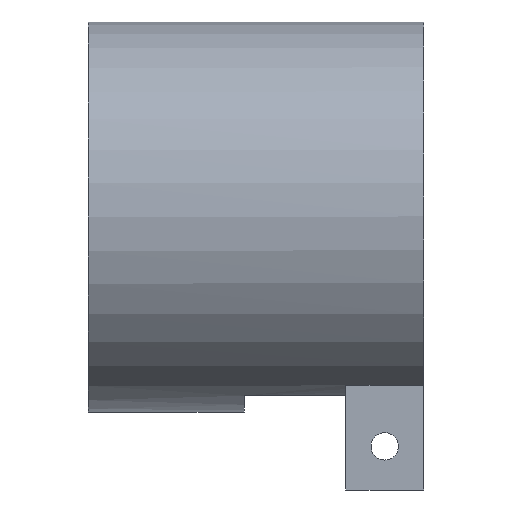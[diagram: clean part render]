
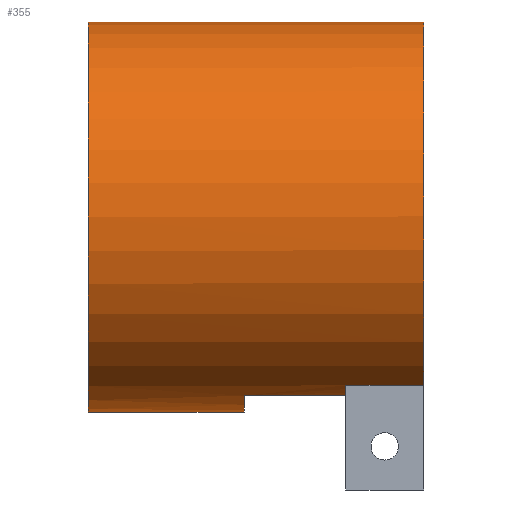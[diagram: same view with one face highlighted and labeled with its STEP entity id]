
A CAD part, left-side view. The second image highlights one B-rep face of the part: STEP entity #355.
In plain terms, the highlighted cylindrical face has radius 25 mm (diameter 50 mm), a partial arc.
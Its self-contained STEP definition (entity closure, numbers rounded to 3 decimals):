
#3 = CARTESIAN_POINT ( 'NONE',  ( 0., 40., -25. ) ) ;
#6 = LINE ( 'NONE', #1154, #7 ) ;
#7 = VECTOR ( 'NONE', #359, 1000. ) ;
#10 = CARTESIAN_POINT ( 'NONE',  ( -12.6, 7., -21.593 ) ) ;
#18 = EDGE_CURVE ( 'NONE', #529, #925, #675, .T. ) ;
#20 = ORIENTED_EDGE ( 'NONE', *, *, #70, .F. ) ;
#28 = ORIENTED_EDGE ( 'NONE', *, *, #363, .T. ) ;
#33 = DIRECTION ( 'NONE',  ( 0., 0., -1. ) ) ;
#59 = VERTEX_POINT ( 'NONE', #410 ) ;
#60 = DIRECTION ( 'NONE',  ( 0., -1., 0. ) ) ;
#69 = AXIS2_PLACEMENT_3D ( 'NONE', #291, #120, #649 ) ;
#70 = EDGE_CURVE ( 'NONE', #841, #263, #830, .T. ) ;
#92 = VECTOR ( 'NONE', #768, 1000. ) ;
#120 = DIRECTION ( 'NONE',  ( 0., -1., 0. ) ) ;
#135 = VERTEX_POINT ( 'NONE', #308 ) ;
#148 = CARTESIAN_POINT ( 'NONE',  ( -10., 40., -22.913 ) ) ;
#167 = EDGE_CURVE ( 'NONE', #135, #59, #296, .T. ) ;
#181 = AXIS2_PLACEMENT_3D ( 'NONE', #432, #865, #243 ) ;
#184 = CIRCLE ( 'NONE', #518, 25. ) ;
#239 = LINE ( 'NONE', #413, #92 ) ;
#243 = DIRECTION ( 'NONE',  ( 0., 0., -1. ) ) ;
#263 = VERTEX_POINT ( 'NONE', #761 ) ;
#269 = EDGE_CURVE ( 'NONE', #897, #981, #184, .T. ) ;
#291 = CARTESIAN_POINT ( 'NONE',  ( 0., 40., 0. ) ) ;
#293 = ORIENTED_EDGE ( 'NONE', *, *, #1041, .T. ) ;
#296 = CIRCLE ( 'NONE', #181, 25. ) ;
#308 = CARTESIAN_POINT ( 'NONE',  ( -12.6, 7., -21.593 ) ) ;
#319 = AXIS2_PLACEMENT_3D ( 'NONE', #664, #572, #741 ) ;
#329 = FACE_OUTER_BOUND ( 'NONE', #1126, .T. ) ;
#336 = AXIS2_PLACEMENT_3D ( 'NONE', #998, #385, #33 ) ;
#345 = EDGE_CURVE ( 'NONE', #981, #841, #239, .T. ) ;
#353 = ORIENTED_EDGE ( 'NONE', *, *, #18, .T. ) ;
#355 = ADVANCED_FACE ( 'NONE', ( #329 ), #600, .T. ) ;
#359 = DIRECTION ( 'NONE',  ( 0., -1., 0. ) ) ;
#363 = EDGE_CURVE ( 'NONE', #135, #263, #1073, .T. ) ;
#385 = DIRECTION ( 'NONE',  ( 0., -1., 0. ) ) ;
#410 = CARTESIAN_POINT ( 'NONE',  ( -10., 7., -22.913 ) ) ;
#413 = CARTESIAN_POINT ( 'NONE',  ( 0., 40., 25. ) ) ;
#432 = CARTESIAN_POINT ( 'NONE',  ( 0., 7., 0. ) ) ;
#458 = CARTESIAN_POINT ( 'NONE',  ( 0., 40., 25. ) ) ;
#467 = DIRECTION ( 'NONE',  ( 0., -1., 0. ) ) ;
#471 = CARTESIAN_POINT ( 'NONE',  ( -10., 20., -22.913 ) ) ;
#472 = VECTOR ( 'NONE', #467, 1000. ) ;
#518 = AXIS2_PLACEMENT_3D ( 'NONE', #1027, #955, #861 ) ;
#519 = ORIENTED_EDGE ( 'NONE', *, *, #167, .F. ) ;
#529 = VERTEX_POINT ( 'NONE', #770 ) ;
#536 = ORIENTED_EDGE ( 'NONE', *, *, #345, .F. ) ;
#547 = VECTOR ( 'NONE', #60, 1000. ) ;
#572 = DIRECTION ( 'NONE',  ( 0., 1., 0. ) ) ;
#600 = CYLINDRICAL_SURFACE ( 'NONE', #69, 25. ) ;
#649 = DIRECTION ( 'NONE',  ( 0., 0., -1. ) ) ;
#664 = CARTESIAN_POINT ( 'NONE',  ( 0., 20., 0. ) ) ;
#675 = CIRCLE ( 'NONE', #319, 25. ) ;
#741 = DIRECTION ( 'NONE',  ( 0., 0., 1. ) ) ;
#761 = CARTESIAN_POINT ( 'NONE',  ( -12.6, -3., -21.593 ) ) ;
#768 = DIRECTION ( 'NONE',  ( 0., -1., 0. ) ) ;
#770 = CARTESIAN_POINT ( 'NONE',  ( 0., 20., -25. ) ) ;
#830 = CIRCLE ( 'NONE', #336, 25. ) ;
#841 = VERTEX_POINT ( 'NONE', #1032 ) ;
#861 = DIRECTION ( 'NONE',  ( 0., 0., 1. ) ) ;
#863 = EDGE_CURVE ( 'NONE', #925, #59, #947, .T. ) ;
#865 = DIRECTION ( 'NONE',  ( 0., -1., 0. ) ) ;
#897 = VERTEX_POINT ( 'NONE', #3 ) ;
#925 = VERTEX_POINT ( 'NONE', #471 ) ;
#947 = LINE ( 'NONE', #148, #547 ) ;
#955 = DIRECTION ( 'NONE',  ( 0., 1., 0. ) ) ;
#981 = VERTEX_POINT ( 'NONE', #458 ) ;
#998 = CARTESIAN_POINT ( 'NONE',  ( 0., -3., 0. ) ) ;
#1027 = CARTESIAN_POINT ( 'NONE',  ( 0., 40., 0. ) ) ;
#1032 = CARTESIAN_POINT ( 'NONE',  ( 0., -3., 25. ) ) ;
#1035 = ORIENTED_EDGE ( 'NONE', *, *, #863, .T. ) ;
#1041 = EDGE_CURVE ( 'NONE', #897, #529, #6, .T. ) ;
#1052 = ORIENTED_EDGE ( 'NONE', *, *, #269, .F. ) ;
#1073 = LINE ( 'NONE', #10, #472 ) ;
#1126 = EDGE_LOOP ( 'NONE', ( #536, #1052, #293, #353, #1035, #519, #28, #20 ) ) ;
#1154 = CARTESIAN_POINT ( 'NONE',  ( 0., 40., -25. ) ) ;
